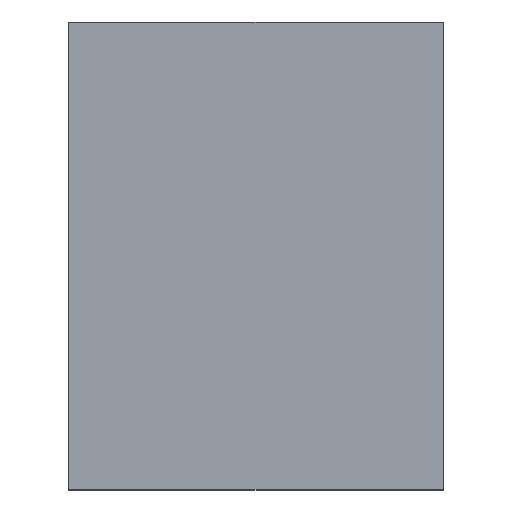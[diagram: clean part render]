
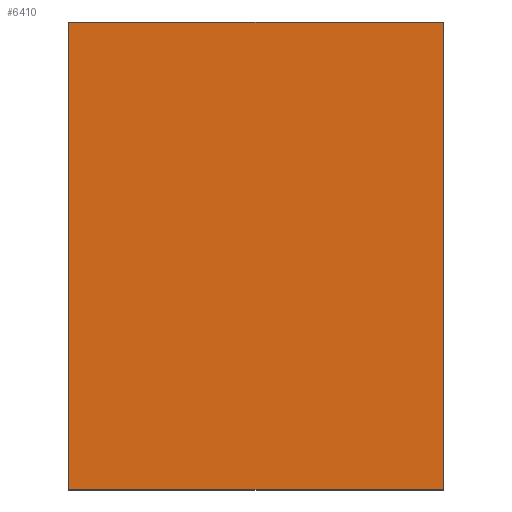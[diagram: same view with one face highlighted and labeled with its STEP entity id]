
A CAD part, top view. The second image highlights one B-rep face of the part: STEP entity #6410.
In plain terms, the highlighted face is planar.
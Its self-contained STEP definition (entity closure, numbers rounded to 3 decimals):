
#1689=DIRECTION('',(0.,0.,1.));
#1690=VECTOR('',#1689,5.);
#1691=CARTESIAN_POINT('',(-2.,0.8,-2.5));
#1692=LINE('',#1691,#1690);
#1696=DIRECTION('',(-1.,0.,0.));
#1697=VECTOR('',#1696,4.);
#1698=CARTESIAN_POINT('',(2.,0.8,-2.5));
#1699=LINE('',#1698,#1697);
#1703=DIRECTION('',(0.,0.,-1.));
#1704=VECTOR('',#1703,5.);
#1705=CARTESIAN_POINT('',(2.,0.8,2.5));
#1706=LINE('',#1705,#1704);
#1710=DIRECTION('',(1.,0.,0.));
#1711=VECTOR('',#1710,4.);
#1712=CARTESIAN_POINT('',(-2.,0.8,2.5));
#1713=LINE('',#1712,#1711);
#4847=CARTESIAN_POINT('',(-2.,0.8,-2.5));
#4848=CARTESIAN_POINT('',(-2.,0.8,2.5));
#4849=VERTEX_POINT('',#4847);
#4850=VERTEX_POINT('',#4848);
#4851=CARTESIAN_POINT('',(2.,0.8,2.5));
#4852=VERTEX_POINT('',#4851);
#4853=CARTESIAN_POINT('',(2.,0.8,-2.5));
#4854=VERTEX_POINT('',#4853);
#6399=CARTESIAN_POINT('',(0.,0.8,0.));
#6400=DIRECTION('',(0.,1.,0.));
#6401=DIRECTION('',(1.,0.,0.));
#6402=AXIS2_PLACEMENT_3D('',#6399,#6400,#6401);
#6403=PLANE('',#6402);
#6404=ORIENTED_EDGE('',*,*,#6031,.F.);
#6405=ORIENTED_EDGE('',*,*,#6136,.F.);
#6406=ORIENTED_EDGE('',*,*,#6220,.F.);
#6407=ORIENTED_EDGE('',*,*,#6323,.F.);
#6408=EDGE_LOOP('',(#6404,#6405,#6406,#6407));
#6409=FACE_OUTER_BOUND('',#6408,.F.);
#6031=EDGE_CURVE('',#4849,#4850,#1692,.T.);
#6136=EDGE_CURVE('',#4854,#4849,#1699,.T.);
#6220=EDGE_CURVE('',#4852,#4854,#1706,.T.);
#6323=EDGE_CURVE('',#4850,#4852,#1713,.T.);
#6410=ADVANCED_FACE('',(#6409),#6403,.T.);
